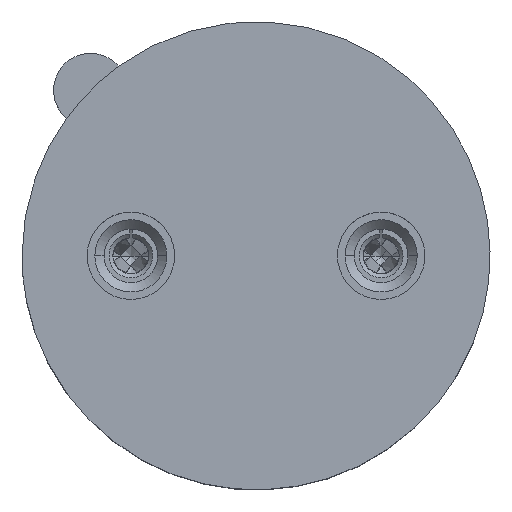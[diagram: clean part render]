
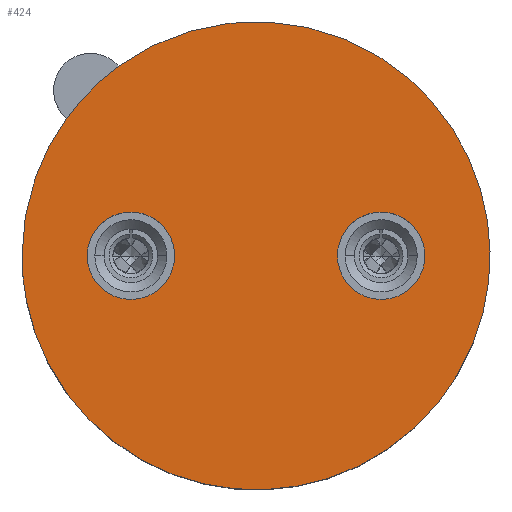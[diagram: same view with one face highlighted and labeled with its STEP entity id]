
A CAD part, top view. The second image highlights one B-rep face of the part: STEP entity #424.
In plain terms, the highlighted planar face has unit normal (0, 0, 1).
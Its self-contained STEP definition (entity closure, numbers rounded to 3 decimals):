
#208=FACE_BOUND('',#895,.T.);
#209=FACE_BOUND('',#896,.T.);
#424=ADVANCED_FACE('',(#655,#208,#209),#3399,.T.);
#655=FACE_OUTER_BOUND('',#894,.T.);
#894=EDGE_LOOP('',(#1837,#1838,#1839));
#895=EDGE_LOOP('',(#1840,#1841));
#896=EDGE_LOOP('',(#1842,#1843));
#1837=ORIENTED_EDGE('',*,*,#2475,.F.);
#1838=ORIENTED_EDGE('',*,*,#2415,.F.);
#1839=ORIENTED_EDGE('',*,*,#2421,.F.);
#1840=ORIENTED_EDGE('',*,*,#2432,.F.);
#1841=ORIENTED_EDGE('',*,*,#2433,.F.);
#1842=ORIENTED_EDGE('',*,*,#2427,.F.);
#1843=ORIENTED_EDGE('',*,*,#2424,.F.);
#2415=EDGE_CURVE('',#3301,#3302,#2636,.T.);
#2421=EDGE_CURVE('',#3304,#3301,#2642,.T.);
#2424=EDGE_CURVE('',#3308,#3307,#2644,.T.);
#2427=EDGE_CURVE('',#3307,#3308,#2646,.T.);
#2432=EDGE_CURVE('',#3311,#3312,#2649,.T.);
#2433=EDGE_CURVE('',#3312,#3311,#2650,.T.);
#2475=EDGE_CURVE('',#3302,#3304,#2680,.T.);
#2636=(
BOUNDED_CURVE()
B_SPLINE_CURVE(2,(#10258,#10259,#10260),.UNSPECIFIED.,.F.,.F.)
B_SPLINE_CURVE_WITH_KNOTS((3,3),(-26.865,-25.364),
 .UNSPECIFIED.)
CURVE()
GEOMETRIC_REPRESENTATION_ITEM()
RATIONAL_B_SPLINE_CURVE((1.,0.988,1.))
REPRESENTATION_ITEM('')
);
#2642=(
BOUNDED_CURVE()
B_SPLINE_CURVE(2,(#10286,#10287,#10288),.UNSPECIFIED.,.F.,.F.)
B_SPLINE_CURVE_WITH_KNOTS((3,3),(-29.845,-26.828),
 .UNSPECIFIED.)
CURVE()
GEOMETRIC_REPRESENTATION_ITEM()
RATIONAL_B_SPLINE_CURVE((1.,0.951,1.))
REPRESENTATION_ITEM('')
);
#2644=(
BOUNDED_CURVE()
B_SPLINE_CURVE(2,(#10296,#10297,#10298,#10299,#10300),.UNSPECIFIED.,.F.,
 .F.)
B_SPLINE_CURVE_WITH_KNOTS((3,2,3),(1.571,3.142,4.712),
 .UNSPECIFIED.)
CURVE()
GEOMETRIC_REPRESENTATION_ITEM()
RATIONAL_B_SPLINE_CURVE((1.,0.707,1.,0.707,1.))
REPRESENTATION_ITEM('')
);
#2646=(
BOUNDED_CURVE()
B_SPLINE_CURVE(2,(#10308,#10309,#10310,#10311,#10312),.UNSPECIFIED.,.F.,
 .F.)
B_SPLINE_CURVE_WITH_KNOTS((3,2,3),(1.571,3.142,4.712),
 .UNSPECIFIED.)
CURVE()
GEOMETRIC_REPRESENTATION_ITEM()
RATIONAL_B_SPLINE_CURVE((1.,0.707,1.,0.707,1.))
REPRESENTATION_ITEM('')
);
#2649=(
BOUNDED_CURVE()
B_SPLINE_CURVE(2,(#10327,#10328,#10329,#10330,#10331),.UNSPECIFIED.,.F.,
 .F.)
B_SPLINE_CURVE_WITH_KNOTS((3,2,3),(1.571,3.142,4.712),
 .UNSPECIFIED.)
CURVE()
GEOMETRIC_REPRESENTATION_ITEM()
RATIONAL_B_SPLINE_CURVE((1.,0.707,1.,0.707,1.))
REPRESENTATION_ITEM('')
);
#2650=(
BOUNDED_CURVE()
B_SPLINE_CURVE(2,(#10332,#10333,#10334,#10335,#10336),.UNSPECIFIED.,.F.,
 .F.)
B_SPLINE_CURVE_WITH_KNOTS((3,2,3),(1.571,3.142,4.712),
 .UNSPECIFIED.)
CURVE()
GEOMETRIC_REPRESENTATION_ITEM()
RATIONAL_B_SPLINE_CURVE((1.,0.707,1.,0.707,1.))
REPRESENTATION_ITEM('')
);
#2680=(
BOUNDED_CURVE()
B_SPLINE_CURVE(2,(#10502,#10503,#10504,#10505,#10506,#10507,#10508,#10509,
#10510),.UNSPECIFIED.,.F.,.F.)
B_SPLINE_CURVE_WITH_KNOTS((3,2,2,2,3),(-25.401,-22.384,
-14.923,-7.461,0.),.UNSPECIFIED.)
CURVE()
GEOMETRIC_REPRESENTATION_ITEM()
RATIONAL_B_SPLINE_CURVE((1.,0.951,1.,0.707,1.,0.707,
1.,0.707,1.))
REPRESENTATION_ITEM('')
);
#3301=VERTEX_POINT('',#10161);
#3302=VERTEX_POINT('',#10162);
#3304=VERTEX_POINT('',#10164);
#3307=VERTEX_POINT('',#10167);
#3308=VERTEX_POINT('',#10168);
#3311=VERTEX_POINT('',#10171);
#3312=VERTEX_POINT('',#10172);
#3399=PLANE('',#3586);
#3586=AXIS2_PLACEMENT_3D('',#9589,#3648,$);
#3648=DIRECTION('',(0.,0.,1.));
#9589=CARTESIAN_POINT('',(-5.938,5.938,5.6));
#10161=CARTESIAN_POINT('',(-3.846,2.788,5.6));
#10162=CARTESIAN_POINT('',(-2.788,3.846,5.6));
#10164=CARTESIAN_POINT('',(-4.75,0.,5.6));
#10167=CARTESIAN_POINT('',(1.653,0.,5.6));
#10168=CARTESIAN_POINT('',(3.428,0.,5.6));
#10171=CARTESIAN_POINT('',(-3.428,0.,5.6));
#10172=CARTESIAN_POINT('',(-1.653,0.,5.6));
#10258=CARTESIAN_POINT('',(-3.846,2.788,5.6));
#10259=CARTESIAN_POINT('',(-3.401,3.401,5.6));
#10260=CARTESIAN_POINT('',(-2.788,3.846,5.6));
#10286=CARTESIAN_POINT('',(-4.75,0.,5.6));
#10287=CARTESIAN_POINT('',(-4.75,1.541,5.6));
#10288=CARTESIAN_POINT('',(-3.846,2.788,5.6));
#10296=CARTESIAN_POINT('',(3.428,0.,5.6));
#10297=CARTESIAN_POINT('',(3.427,0.888,5.6));
#10298=CARTESIAN_POINT('',(2.54,0.888,5.6));
#10299=CARTESIAN_POINT('',(1.653,0.888,5.6));
#10300=CARTESIAN_POINT('',(1.653,0.,5.6));
#10308=CARTESIAN_POINT('',(1.653,0.,5.6));
#10309=CARTESIAN_POINT('',(1.653,-0.888,5.6));
#10310=CARTESIAN_POINT('',(2.54,-0.888,5.6));
#10311=CARTESIAN_POINT('',(3.427,-0.888,5.6));
#10312=CARTESIAN_POINT('',(3.428,0.,5.6));
#10327=CARTESIAN_POINT('',(-3.428,0.,5.6));
#10328=CARTESIAN_POINT('',(-3.427,-0.888,5.6));
#10329=CARTESIAN_POINT('',(-2.54,-0.888,5.6));
#10330=CARTESIAN_POINT('',(-1.653,-0.888,5.6));
#10331=CARTESIAN_POINT('',(-1.653,0.,5.6));
#10332=CARTESIAN_POINT('',(-1.653,0.,5.6));
#10333=CARTESIAN_POINT('',(-1.653,0.888,5.6));
#10334=CARTESIAN_POINT('',(-2.54,0.888,5.6));
#10335=CARTESIAN_POINT('',(-3.427,0.888,5.6));
#10336=CARTESIAN_POINT('',(-3.428,0.,5.6));
#10502=CARTESIAN_POINT('',(-2.788,3.846,5.6));
#10503=CARTESIAN_POINT('',(-1.541,4.75,5.6));
#10504=CARTESIAN_POINT('',(0.,4.75,5.6));
#10505=CARTESIAN_POINT('',(4.75,4.75,5.6));
#10506=CARTESIAN_POINT('',(4.75,0.,5.6));
#10507=CARTESIAN_POINT('',(4.75,-4.75,5.6));
#10508=CARTESIAN_POINT('',(0.,-4.75,5.6));
#10509=CARTESIAN_POINT('',(-4.75,-4.75,5.6));
#10510=CARTESIAN_POINT('',(-4.75,0.,5.6));
